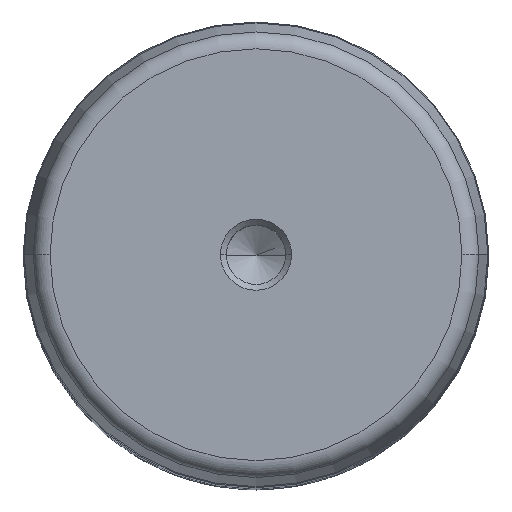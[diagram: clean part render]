
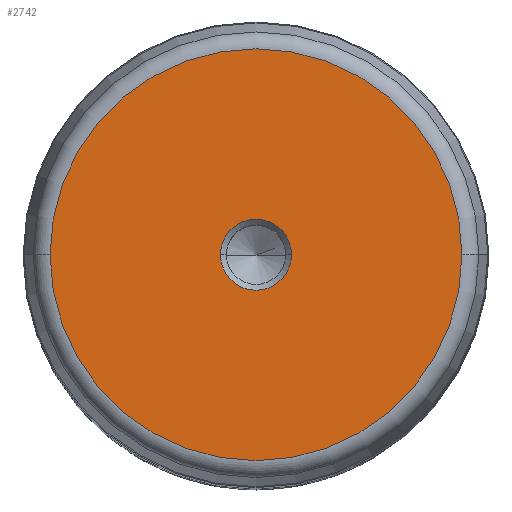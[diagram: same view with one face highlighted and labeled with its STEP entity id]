
A CAD part, top view. The second image highlights one B-rep face of the part: STEP entity #2742.
In plain terms, the highlighted planar face has unit normal (0, 0, 1).
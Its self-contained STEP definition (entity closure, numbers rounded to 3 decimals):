
#251 = AXIS2_PLACEMENT_3D ( 'NONE', #2241, #1438, #2490 ) ;
#473 = DIRECTION ( 'NONE',  ( 0., 0., -1. ) ) ;
#568 = CIRCLE ( 'NONE', #1355, 6.1 ) ;
#871 = VERTEX_POINT ( 'NONE', #1116 ) ;
#909 = AXIS2_PLACEMENT_3D ( 'NONE', #2270, #2003, #1196 ) ;
#910 = CARTESIAN_POINT ( 'NONE',  ( 0., 0., 250. ) ) ;
#942 = EDGE_CURVE ( 'NONE', #871, #1841, #2605, .T. ) ;
#963 = EDGE_CURVE ( 'NONE', #3275, #2936, #3160, .T. ) ;
#1075 = CARTESIAN_POINT ( 'NONE',  ( 0., 0., 250. ) ) ;
#1097 = DIRECTION ( 'NONE',  ( 1., 0., 0. ) ) ;
#1116 = CARTESIAN_POINT ( 'NONE',  ( -35.379, 0., 250. ) ) ;
#1170 = PLANE ( 'NONE',  #251 ) ;
#1196 = DIRECTION ( 'NONE',  ( 1., 0., 0. ) ) ;
#1237 = DIRECTION ( 'NONE',  ( -1., 0., 0. ) ) ;
#1355 = AXIS2_PLACEMENT_3D ( 'NONE', #1075, #2686, #1097 ) ;
#1438 = DIRECTION ( 'NONE',  ( 0., 0., 1. ) ) ;
#1696 = ORIENTED_EDGE ( 'NONE', *, *, #1914, .F. ) ;
#1707 = FACE_OUTER_BOUND ( 'NONE', #1995, .T. ) ;
#1841 = VERTEX_POINT ( 'NONE', #2578 ) ;
#1914 = EDGE_CURVE ( 'NONE', #1841, #871, #2372, .T. ) ;
#1995 = EDGE_LOOP ( 'NONE', ( #2910, #1696 ) ) ;
#2003 = DIRECTION ( 'NONE',  ( 0., 0., -1. ) ) ;
#2024 = DIRECTION ( 'NONE',  ( -1., 0., 0. ) ) ;
#2241 = CARTESIAN_POINT ( 'NONE',  ( 0., 0., 250. ) ) ;
#2270 = CARTESIAN_POINT ( 'NONE',  ( 0., 0., 250. ) ) ;
#2372 = CIRCLE ( 'NONE', #2997, 35.379 ) ;
#2452 = CARTESIAN_POINT ( 'NONE',  ( 6.1, 0., 250. ) ) ;
#2490 = DIRECTION ( 'NONE',  ( 1., 0., 0. ) ) ;
#2578 = CARTESIAN_POINT ( 'NONE',  ( 35.379, 0., 250. ) ) ;
#2605 = CIRCLE ( 'NONE', #3363, 35.379 ) ;
#2686 = DIRECTION ( 'NONE',  ( 0., 0., -1. ) ) ;
#2742 = ADVANCED_FACE ( 'NONE', ( #3115, #1707 ), #1170, .T. ) ;
#2822 = ORIENTED_EDGE ( 'NONE', *, *, #963, .T. ) ;
#2873 = CARTESIAN_POINT ( 'NONE',  ( 0., 0., 250. ) ) ;
#2910 = ORIENTED_EDGE ( 'NONE', *, *, #942, .F. ) ;
#2936 = VERTEX_POINT ( 'NONE', #3004 ) ;
#2941 = ORIENTED_EDGE ( 'NONE', *, *, #3055, .T. ) ;
#2997 = AXIS2_PLACEMENT_3D ( 'NONE', #2873, #473, #1237 ) ;
#3004 = CARTESIAN_POINT ( 'NONE',  ( -6.1, 0., 250. ) ) ;
#3041 = DIRECTION ( 'NONE',  ( 0., 0., -1. ) ) ;
#3055 = EDGE_CURVE ( 'NONE', #2936, #3275, #568, .T. ) ;
#3115 = FACE_BOUND ( 'NONE', #3360, .T. ) ;
#3160 = CIRCLE ( 'NONE', #909, 6.1 ) ;
#3275 = VERTEX_POINT ( 'NONE', #2452 ) ;
#3360 = EDGE_LOOP ( 'NONE', ( #2822, #2941 ) ) ;
#3363 = AXIS2_PLACEMENT_3D ( 'NONE', #910, #3041, #2024 ) ;
